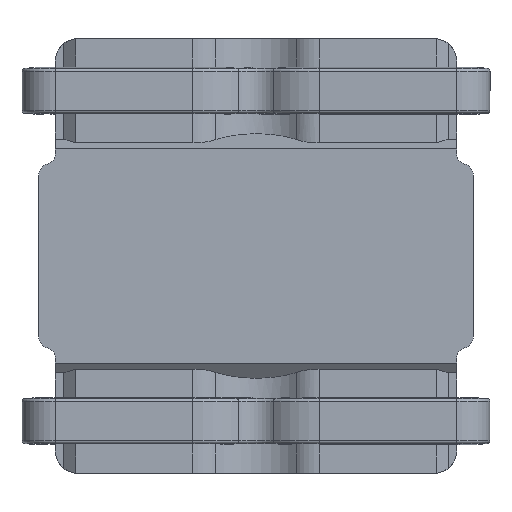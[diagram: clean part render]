
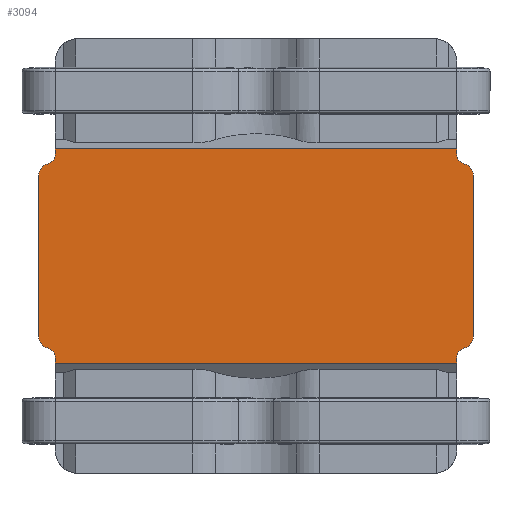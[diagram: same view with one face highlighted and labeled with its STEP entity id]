
A CAD part, front view. The second image highlights one B-rep face of the part: STEP entity #3094.
In plain terms, the highlighted planar face has unit normal (0, -1, 0).
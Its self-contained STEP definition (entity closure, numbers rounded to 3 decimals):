
#8 = ORIENTED_EDGE ( 'NONE', *, *, #8900, .T. ) ;
#22 = DIRECTION ( 'NONE',  ( 0., 0., 1. ) ) ;
#85 = VECTOR ( 'NONE', #3848, 1000. ) ;
#332 = VECTOR ( 'NONE', #7849, 1000. ) ;
#407 = EDGE_CURVE ( 'NONE', #653, #10747, #7958, .T. ) ;
#454 = ORIENTED_EDGE ( 'NONE', *, *, #1462, .T. ) ;
#536 = DIRECTION ( 'NONE',  ( 0., 0., -1. ) ) ;
#653 = VERTEX_POINT ( 'NONE', #8119 ) ;
#705 = DIRECTION ( 'NONE',  ( 0., 0., 1. ) ) ;
#828 = CARTESIAN_POINT ( 'NONE',  ( -7.8, -4.95, -2.905 ) ) ;
#912 = DIRECTION ( 'NONE',  ( 1., 0., 0. ) ) ;
#1064 = VERTEX_POINT ( 'NONE', #6976 ) ;
#1150 = VECTOR ( 'NONE', #9759, 1000. ) ;
#1206 = LINE ( 'NONE', #9661, #332 ) ;
#1352 = VECTOR ( 'NONE', #9098, 1000. ) ;
#1397 = AXIS2_PLACEMENT_3D ( 'NONE', #9745, #10765, #5113 ) ;
#1423 = FACE_OUTER_BOUND ( 'NONE', #12031, .T. ) ;
#1462 = EDGE_CURVE ( 'NONE', #6903, #6071, #2866, .T. ) ;
#1575 = CARTESIAN_POINT ( 'NONE',  ( -7.5, -4.95, -3.293 ) ) ;
#1668 = AXIS2_PLACEMENT_3D ( 'NONE', #11406, #10540, #8560 ) ;
#1670 = EDGE_CURVE ( 'NONE', #2522, #6903, #2993, .T. ) ;
#1734 = DIRECTION ( 'NONE',  ( 0., 1., 0. ) ) ;
#1787 = CARTESIAN_POINT ( 'NONE',  ( 7.6, -4.95, 3.68 ) ) ;
#1827 = EDGE_CURVE ( 'NONE', #4375, #5649, #10740, .T. ) ;
#1853 = DIRECTION ( 'NONE',  ( 0., 0., 1. ) ) ;
#1860 = CARTESIAN_POINT ( 'NONE',  ( 7.2, -4.95, 3.68 ) ) ;
#1906 = DIRECTION ( 'NONE',  ( 0., 1., 0. ) ) ;
#2133 = CARTESIAN_POINT ( 'NONE',  ( 7.4, -4.95, -2.905 ) ) ;
#2331 = CARTESIAN_POINT ( 'NONE',  ( 7.2, -4.95, 3.843 ) ) ;
#2458 = CARTESIAN_POINT ( 'NONE',  ( -7.6, -4.95, 3.68 ) ) ;
#2499 = ORIENTED_EDGE ( 'NONE', *, *, #10906, .F. ) ;
#2522 = VERTEX_POINT ( 'NONE', #2543 ) ;
#2543 = CARTESIAN_POINT ( 'NONE',  ( -7.5, -4.95, 3.293 ) ) ;
#2580 = CARTESIAN_POINT ( 'NONE',  ( -7.2, -4.95, -3.68 ) ) ;
#2781 = ORIENTED_EDGE ( 'NONE', *, *, #9831, .T. ) ;
#2841 = ORIENTED_EDGE ( 'NONE', *, *, #1670, .T. ) ;
#2866 = LINE ( 'NONE', #7515, #85 ) ;
#2993 = CIRCLE ( 'NONE', #6681, 0.4 ) ;
#3094 = ADVANCED_FACE ( 'NONE', ( #1423 ), #5381, .F. ) ;
#3104 = EDGE_CURVE ( 'NONE', #1064, #2522, #10340, .T. ) ;
#3486 = CARTESIAN_POINT ( 'NONE',  ( 7.4, -4.95, 2.905 ) ) ;
#3594 = AXIS2_PLACEMENT_3D ( 'NONE', #1787, #1906, #22 ) ;
#3698 = CARTESIAN_POINT ( 'NONE',  ( -7.2, -4.95, -3.843 ) ) ;
#3788 = CIRCLE ( 'NONE', #4212, 0.4 ) ;
#3848 = DIRECTION ( 'NONE',  ( 0., 0., -1. ) ) ;
#4008 = CIRCLE ( 'NONE', #3594, 0.4 ) ;
#4031 = CARTESIAN_POINT ( 'NONE',  ( 7.2, -4.95, -3.843 ) ) ;
#4212 = AXIS2_PLACEMENT_3D ( 'NONE', #2133, #5652, #9431 ) ;
#4218 = VERTEX_POINT ( 'NONE', #3698 ) ;
#4233 = AXIS2_PLACEMENT_3D ( 'NONE', #3486, #10010, #11039 ) ;
#4375 = VERTEX_POINT ( 'NONE', #6802 ) ;
#4427 = LINE ( 'NONE', #11002, #10271 ) ;
#4459 = CARTESIAN_POINT ( 'NONE',  ( -7.2, -4.95, 0. ) ) ;
#4705 = AXIS2_PLACEMENT_3D ( 'NONE', #2458, #1734, #1853 ) ;
#4780 = VERTEX_POINT ( 'NONE', #6030 ) ;
#4785 = DIRECTION ( 'NONE',  ( 0., -1., 0. ) ) ;
#5113 = DIRECTION ( 'NONE',  ( 0., 0., 1. ) ) ;
#5275 = LINE ( 'NONE', #9898, #8874 ) ;
#5381 = PLANE ( 'NONE',  #11896 ) ;
#5448 = LINE ( 'NONE', #9166, #9020 ) ;
#5550 = CARTESIAN_POINT ( 'NONE',  ( -7.6, -4.95, -3.68 ) ) ;
#5583 = VERTEX_POINT ( 'NONE', #1860 ) ;
#5649 = VERTEX_POINT ( 'NONE', #2331 ) ;
#5652 = DIRECTION ( 'NONE',  ( 0., -1., 0. ) ) ;
#6030 = CARTESIAN_POINT ( 'NONE',  ( 7.2, -4.95, -3.68 ) ) ;
#6071 = VERTEX_POINT ( 'NONE', #828 ) ;
#6164 = CARTESIAN_POINT ( 'NONE',  ( 7.2, -4.95, 0. ) ) ;
#6241 = CIRCLE ( 'NONE', #1397, 0.4 ) ;
#6246 = CARTESIAN_POINT ( 'NONE',  ( 7.5, -4.95, 3.293 ) ) ;
#6392 = DIRECTION ( 'NONE',  ( 0., 1., 0. ) ) ;
#6607 = ORIENTED_EDGE ( 'NONE', *, *, #8689, .T. ) ;
#6681 = AXIS2_PLACEMENT_3D ( 'NONE', #11982, #4785, #7485 ) ;
#6703 = ORIENTED_EDGE ( 'NONE', *, *, #8226, .T. ) ;
#6758 = ORIENTED_EDGE ( 'NONE', *, *, #8977, .F. ) ;
#6802 = CARTESIAN_POINT ( 'NONE',  ( -7.2, -4.95, 3.843 ) ) ;
#6903 = VERTEX_POINT ( 'NONE', #9391 ) ;
#6933 = ORIENTED_EDGE ( 'NONE', *, *, #407, .T. ) ;
#6976 = CARTESIAN_POINT ( 'NONE',  ( -7.2, -4.95, 3.68 ) ) ;
#6982 = DIRECTION ( 'NONE',  ( 0., 0., -1. ) ) ;
#7086 = EDGE_CURVE ( 'NONE', #9532, #11149, #7651, .T. ) ;
#7189 = VERTEX_POINT ( 'NONE', #4031 ) ;
#7220 = ORIENTED_EDGE ( 'NONE', *, *, #7256, .T. ) ;
#7256 = EDGE_CURVE ( 'NONE', #4780, #7305, #6241, .T. ) ;
#7305 = VERTEX_POINT ( 'NONE', #9069 ) ;
#7485 = DIRECTION ( 'NONE',  ( 0., 0., 1. ) ) ;
#7515 = CARTESIAN_POINT ( 'NONE',  ( -7.8, -4.95, 0. ) ) ;
#7651 = CIRCLE ( 'NONE', #9767, 0.4 ) ;
#7700 = CIRCLE ( 'NONE', #1668, 0.4 ) ;
#7824 = ORIENTED_EDGE ( 'NONE', *, *, #1827, .F. ) ;
#7849 = DIRECTION ( 'NONE',  ( 0., 0., -1. ) ) ;
#7958 = CIRCLE ( 'NONE', #4233, 0.4 ) ;
#8009 = ORIENTED_EDGE ( 'NONE', *, *, #3104, .T. ) ;
#8119 = CARTESIAN_POINT ( 'NONE',  ( 7.8, -4.95, 2.905 ) ) ;
#8226 = EDGE_CURVE ( 'NONE', #6071, #9532, #7700, .T. ) ;
#8315 = ORIENTED_EDGE ( 'NONE', *, *, #8377, .T. ) ;
#8326 = CARTESIAN_POINT ( 'NONE',  ( 7.8, -4.95, -2.905 ) ) ;
#8377 = EDGE_CURVE ( 'NONE', #10747, #5583, #4008, .T. ) ;
#8560 = DIRECTION ( 'NONE',  ( 0., 0., 1. ) ) ;
#8689 = EDGE_CURVE ( 'NONE', #7305, #11029, #3788, .T. ) ;
#8874 = VECTOR ( 'NONE', #6982, 1000. ) ;
#8900 = EDGE_CURVE ( 'NONE', #4375, #1064, #11757, .T. ) ;
#8914 = ORIENTED_EDGE ( 'NONE', *, *, #7086, .T. ) ;
#8977 = EDGE_CURVE ( 'NONE', #4780, #7189, #10904, .T. ) ;
#9020 = VECTOR ( 'NONE', #11048, 1000. ) ;
#9069 = CARTESIAN_POINT ( 'NONE',  ( 7.5, -4.95, -3.293 ) ) ;
#9098 = DIRECTION ( 'NONE',  ( 1., 0., 0. ) ) ;
#9166 = CARTESIAN_POINT ( 'NONE',  ( 7.8, -4.95, 0. ) ) ;
#9268 = DIRECTION ( 'NONE',  ( 0., 0., 1. ) ) ;
#9391 = CARTESIAN_POINT ( 'NONE',  ( -7.8, -4.95, 2.905 ) ) ;
#9431 = DIRECTION ( 'NONE',  ( 0., 0., 1. ) ) ;
#9532 = VERTEX_POINT ( 'NONE', #1575 ) ;
#9661 = CARTESIAN_POINT ( 'NONE',  ( -7.2, -4.95, 0. ) ) ;
#9745 = CARTESIAN_POINT ( 'NONE',  ( 7.6, -4.95, -3.68 ) ) ;
#9759 = DIRECTION ( 'NONE',  ( 0., 0., -1. ) ) ;
#9767 = AXIS2_PLACEMENT_3D ( 'NONE', #5550, #6392, #9268 ) ;
#9831 = EDGE_CURVE ( 'NONE', #4218, #7189, #4427, .T. ) ;
#9873 = CARTESIAN_POINT ( 'NONE',  ( 0., -4.95, 0. ) ) ;
#9898 = CARTESIAN_POINT ( 'NONE',  ( 7.2, -4.95, 0. ) ) ;
#10010 = DIRECTION ( 'NONE',  ( 0., -1., 0. ) ) ;
#10162 = EDGE_CURVE ( 'NONE', #653, #11029, #5448, .T. ) ;
#10271 = VECTOR ( 'NONE', #912, 1000. ) ;
#10340 = CIRCLE ( 'NONE', #4705, 0.4 ) ;
#10406 = ORIENTED_EDGE ( 'NONE', *, *, #10162, .F. ) ;
#10540 = DIRECTION ( 'NONE',  ( 0., -1., 0. ) ) ;
#10656 = VECTOR ( 'NONE', #536, 1000. ) ;
#10740 = LINE ( 'NONE', #11596, #1352 ) ;
#10747 = VERTEX_POINT ( 'NONE', #6246 ) ;
#10765 = DIRECTION ( 'NONE',  ( 0., 1., 0. ) ) ;
#10836 = EDGE_CURVE ( 'NONE', #11149, #4218, #1206, .T. ) ;
#10904 = LINE ( 'NONE', #6164, #10656 ) ;
#10906 = EDGE_CURVE ( 'NONE', #5649, #5583, #5275, .T. ) ;
#11002 = CARTESIAN_POINT ( 'NONE',  ( 0., -4.95, -3.843 ) ) ;
#11029 = VERTEX_POINT ( 'NONE', #8326 ) ;
#11039 = DIRECTION ( 'NONE',  ( 0., 0., 1. ) ) ;
#11048 = DIRECTION ( 'NONE',  ( 0., 0., -1. ) ) ;
#11149 = VERTEX_POINT ( 'NONE', #2580 ) ;
#11406 = CARTESIAN_POINT ( 'NONE',  ( -7.4, -4.95, -2.905 ) ) ;
#11570 = ORIENTED_EDGE ( 'NONE', *, *, #10836, .T. ) ;
#11583 = DIRECTION ( 'NONE',  ( 0., 1., 0. ) ) ;
#11596 = CARTESIAN_POINT ( 'NONE',  ( 0., -4.95, 3.843 ) ) ;
#11757 = LINE ( 'NONE', #4459, #1150 ) ;
#11896 = AXIS2_PLACEMENT_3D ( 'NONE', #9873, #11583, #705 ) ;
#11982 = CARTESIAN_POINT ( 'NONE',  ( -7.4, -4.95, 2.905 ) ) ;
#12031 = EDGE_LOOP ( 'NONE', ( #7220, #6607, #10406, #6933, #8315, #2499, #7824, #8, #8009, #2841, #454, #6703, #8914, #11570, #2781, #6758 ) ) ;
